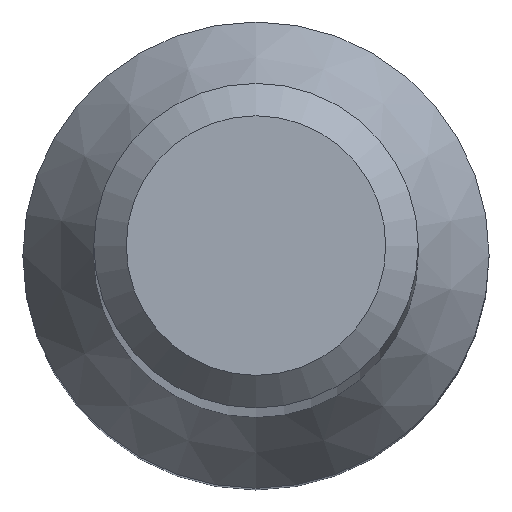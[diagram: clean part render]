
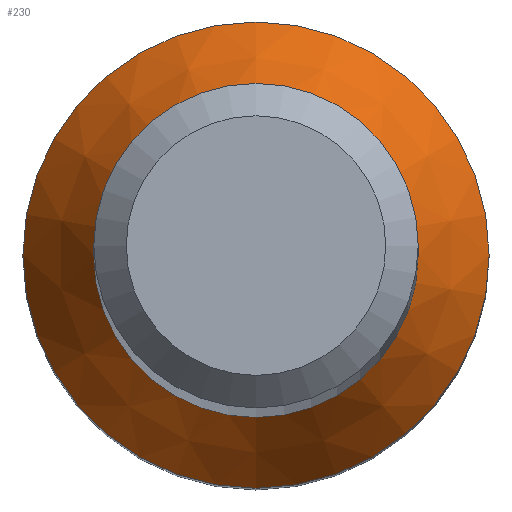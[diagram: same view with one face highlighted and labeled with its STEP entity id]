
A CAD part, top view. The second image highlights one B-rep face of the part: STEP entity #230.
In plain terms, the highlighted conical face has half-angle 30 degrees and reference radius 2.874 mm.
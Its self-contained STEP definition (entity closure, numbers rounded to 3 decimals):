
#1 = DIRECTION ( 'NONE',  ( 0., 1., 0. ) ) ;
#2 = CIRCLE ( 'NONE', #41, 2. ) ;
#17 = EDGE_LOOP ( 'NONE', ( #228 ) ) ;
#25 = ORIENTED_EDGE ( 'NONE', *, *, #223, .T. ) ;
#41 = AXIS2_PLACEMENT_3D ( 'NONE', #72, #220, #150 ) ;
#50 = FACE_OUTER_BOUND ( 'NONE', #17, .T. ) ;
#69 = CONICAL_SURFACE ( 'NONE', #93, 2.874, 0.524 ) ;
#72 = CARTESIAN_POINT ( 'NONE',  ( 0., 0., 13.992 ) ) ;
#88 = CARTESIAN_POINT ( 'NONE',  ( 0., 0., 12.478 ) ) ;
#89 = VERTEX_POINT ( 'NONE', #165 ) ;
#93 = AXIS2_PLACEMENT_3D ( 'NONE', #166, #129, #191 ) ;
#94 = EDGE_CURVE ( 'NONE', #233, #233, #227, .T. ) ;
#129 = DIRECTION ( 'NONE',  ( 0., 0., -1. ) ) ;
#150 = DIRECTION ( 'NONE',  ( 0., 1., 0. ) ) ;
#157 = AXIS2_PLACEMENT_3D ( 'NONE', #88, #164, #1 ) ;
#164 = DIRECTION ( 'NONE',  ( 0., 0., -1. ) ) ;
#165 = CARTESIAN_POINT ( 'NONE',  ( 0., 2., 13.992 ) ) ;
#166 = CARTESIAN_POINT ( 'NONE',  ( 0., 0., 12.478 ) ) ;
#191 = DIRECTION ( 'NONE',  ( 0., 1., 0. ) ) ;
#205 = CARTESIAN_POINT ( 'NONE',  ( 0., 2.874, 12.478 ) ) ;
#209 = EDGE_LOOP ( 'NONE', ( #25 ) ) ;
#220 = DIRECTION ( 'NONE',  ( 0., 0., -1. ) ) ;
#222 = FACE_BOUND ( 'NONE', #209, .T. ) ;
#223 = EDGE_CURVE ( 'NONE', #89, #89, #2, .T. ) ;
#227 = CIRCLE ( 'NONE', #157, 2.874 ) ;
#228 = ORIENTED_EDGE ( 'NONE', *, *, #94, .F. ) ;
#230 = ADVANCED_FACE ( 'NONE', ( #222, #50 ), #69, .T. ) ;
#233 = VERTEX_POINT ( 'NONE', #205 ) ;
